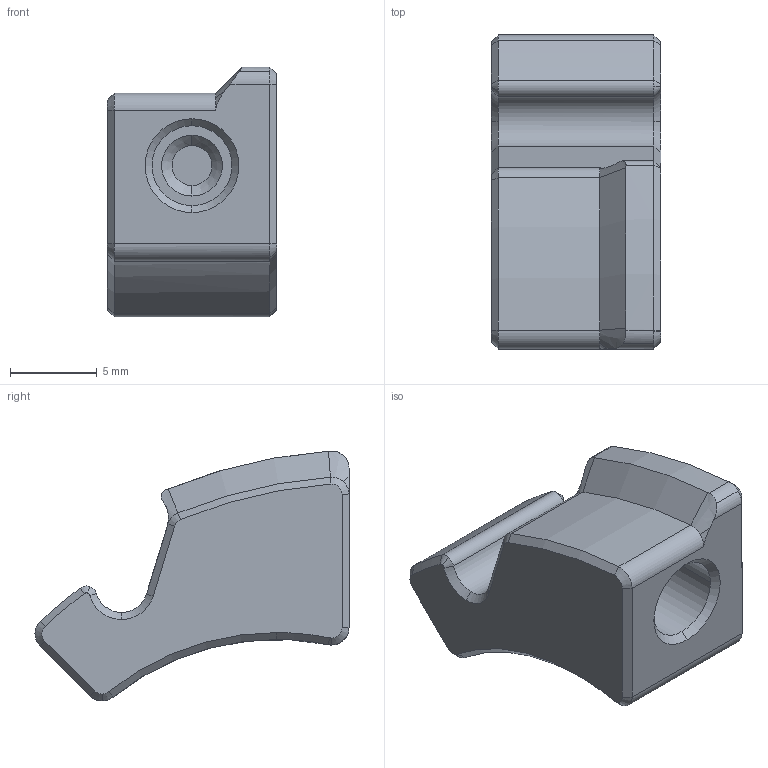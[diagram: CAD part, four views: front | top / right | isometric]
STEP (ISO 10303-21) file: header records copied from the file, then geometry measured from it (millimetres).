
FILE_DESCRIPTION (( 'STEP AP214' ), '1' );
FILE_NAME ('蒛釱.STEP', '2023-10-22T14:39:35', ( '' ), ( '' ), 'SwSTEP 2.0', 'SolidWorks 2022', '' );
FILE_SCHEMA (( 'AUTOMOTIVE_DESIGN' ));
Length unit declared in the file: millimetre
Products named in the file (1): 闩座
Bounding box: 9.75 x 18.09 x 14.4 mm (x, y, z)
Volume: 1164.3 mm3; surface area: 893.8 mm2
Topology: 1 solids, 1 shells, 75 faces, 182 edges, 110 vertices
Faces by surface type: cone 40, cylinder 20, plane 15
Entity records: 2277 total; most frequent: CARTESIAN_POINT 433, DIRECTION 419, ORIENTED_EDGE 362, EDGE_CURVE 181, AXIS2_PLACEMENT_3D 168, VERTEX_POINT 110, CIRCLE 92, LINE 83
